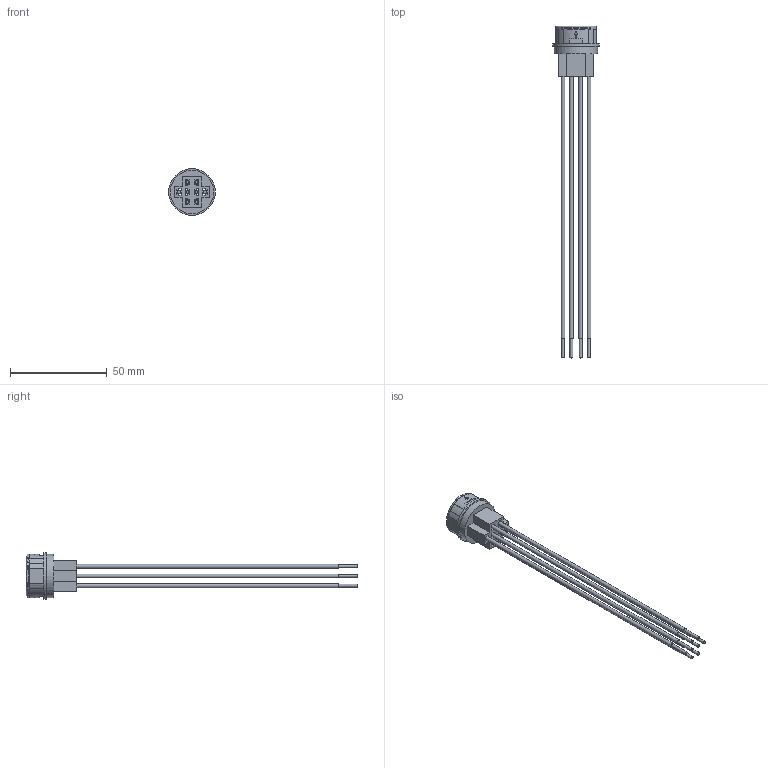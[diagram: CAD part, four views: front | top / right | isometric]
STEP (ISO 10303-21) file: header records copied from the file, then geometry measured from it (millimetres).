
FILE_DESCRIPTION(('STEP AP203'), '1');
FILE_NAME('MT67-F1922-PIN8', '2024-09-13T12:26:28', (''), (''), 'C3D Converter', 'C3D Toolkit', '');
FILE_SCHEMA(('CONFIG_CONTROL_DESIGN'));
Length unit declared in the file: millimetre
Bounding box: 24 x 171.2 x 24 mm (x, y, z)
Volume: 8848.5 mm3; surface area: 12129.5 mm2
Topology: 9 solids, 9 shells, 200 faces, 510 edges, 340 vertices
Faces by surface type: plane 154, cylinder 41, cone 5
Full cylindrical faces by diameter (mm): 1.5 x8, 2 x8, 20 x1, 22.5 x1, 24 x1
Entity records: 7939 total; most frequent: CARTESIAN_POINT 1394, ORIENTED_EDGE 980, DIRECTION 960, EDGE_CURVE 490, LINE 380, VECTOR 380, VERTEX_POINT 340, AXIS2_PLACEMENT_3D 290
